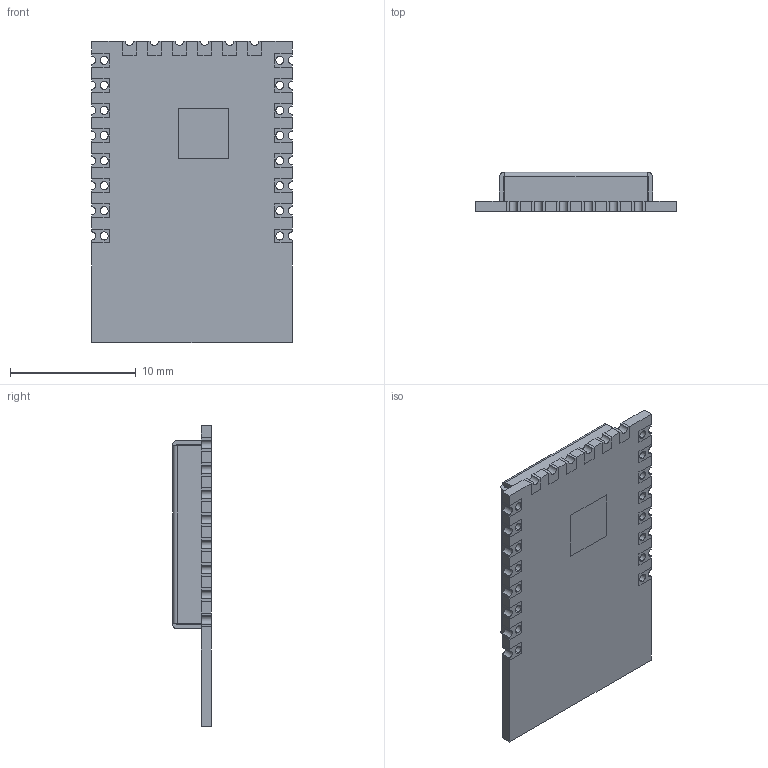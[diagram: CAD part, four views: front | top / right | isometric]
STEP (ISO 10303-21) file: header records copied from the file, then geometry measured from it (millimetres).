
FILE_DESCRIPTION (( 'STEP AP214' ), '1' );
FILE_NAME ('WIZFI360-PA.STEP', '2022-10-06T20:16:04', ( '' ), ( '' ), 'SwSTEP 2.0', 'SolidWorks 2017', '' );
FILE_SCHEMA (( 'AUTOMOTIVE_DESIGN' ));
Length unit declared in the file: millimetre
Products named in the file (1): WIZFI360-PA
Bounding box: 16 x 3.1 x 24 mm (x, y, z)
Volume: 397.3 mm3; surface area: 1667 mm2
Topology: 26 solids, 26 shells, 426 faces, 1116 edges, 744 vertices
Faces by surface type: plane 364, cylinder 62
Entity records: 13267 total; most frequent: CARTESIAN_POINT 2287, ORIENTED_EDGE 2232, DIRECTION 2094, EDGE_CURVE 1116, LINE 992, VECTOR 992, VERTEX_POINT 744, AXIS2_PLACEMENT_3D 551
